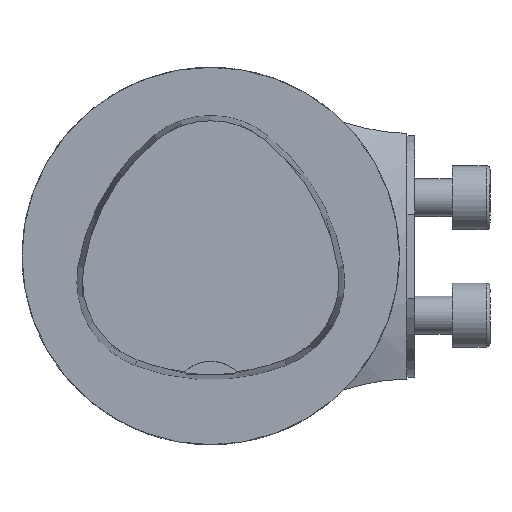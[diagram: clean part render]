
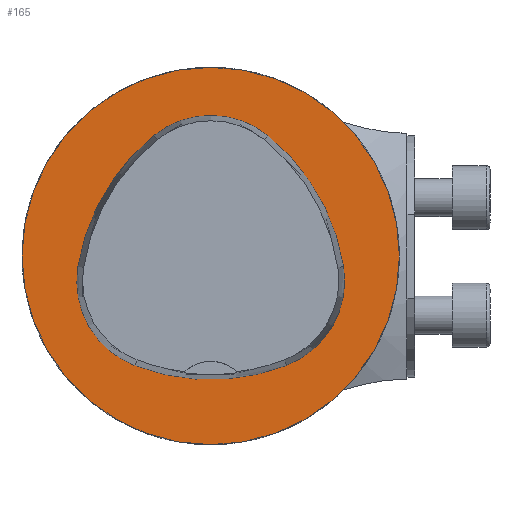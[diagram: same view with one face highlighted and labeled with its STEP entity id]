
A CAD part, top view. The second image highlights one B-rep face of the part: STEP entity #165.
In plain terms, the highlighted planar face has unit normal (0, 0, 1).
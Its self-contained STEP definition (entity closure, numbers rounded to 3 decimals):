
#40=PLANE('',#861);
#165=ADVANCED_FACE('',(#260,#261),#40,.T.);
#260=FACE_BOUND('',#310,.T.);
#261=FACE_BOUND('',#311,.T.);
#310=EDGE_LOOP('',(#425,#426,#427,#428,#429,#430));
#311=EDGE_LOOP('',(#431));
#425=ORIENTED_EDGE('',*,*,#688,.T.);
#426=ORIENTED_EDGE('',*,*,#668,.T.);
#427=ORIENTED_EDGE('',*,*,#672,.T.);
#428=ORIENTED_EDGE('',*,*,#675,.T.);
#429=ORIENTED_EDGE('',*,*,#678,.T.);
#430=ORIENTED_EDGE('',*,*,#686,.T.);
#431=ORIENTED_EDGE('',*,*,#655,.F.);
#580=VERTEX_POINT('',#1192);
#593=VERTEX_POINT('',#1255);
#594=VERTEX_POINT('',#1256);
#597=VERTEX_POINT('',#1264);
#599=VERTEX_POINT('',#1270);
#601=VERTEX_POINT('',#1276);
#608=VERTEX_POINT('',#1297);
#655=EDGE_CURVE('',#580,#580,#757,.T.);
#668=EDGE_CURVE('',#593,#594,#761,.T.);
#672=EDGE_CURVE('',#594,#597,#763,.T.);
#675=EDGE_CURVE('',#597,#599,#765,.T.);
#678=EDGE_CURVE('',#599,#601,#767,.T.);
#686=EDGE_CURVE('',#601,#608,#771,.T.);
#688=EDGE_CURVE('',#608,#593,#773,.T.);
#757=CIRCLE('',#833,25.);
#761=CIRCLE('',#839,28.);
#763=CIRCLE('',#842,12.);
#765=CIRCLE('',#845,28.);
#767=CIRCLE('',#848,12.);
#771=CIRCLE('',#853,28.);
#773=CIRCLE('',#856,12.);
#833=AXIS2_PLACEMENT_3D('',#1191,#946,#947);
#839=AXIS2_PLACEMENT_3D('',#1254,#958,#959);
#842=AXIS2_PLACEMENT_3D('',#1263,#966,#967);
#845=AXIS2_PLACEMENT_3D('',#1269,#973,#974);
#848=AXIS2_PLACEMENT_3D('',#1275,#980,#981);
#853=AXIS2_PLACEMENT_3D('',#1298,#992,#993);
#856=AXIS2_PLACEMENT_3D('',#1301,#998,#999);
#861=AXIS2_PLACEMENT_3D('',#1306,#1008,#1009);
#946=DIRECTION('',(0.,0.,-1.));
#947=DIRECTION('',(-1.,0.,0.));
#958=DIRECTION('',(0.,0.,-1.));
#959=DIRECTION('',(-1.,0.,0.));
#966=DIRECTION('',(0.,0.,-1.));
#967=DIRECTION('',(-1.,0.,0.));
#973=DIRECTION('',(0.,0.,-1.));
#974=DIRECTION('',(-1.,0.,0.));
#980=DIRECTION('',(0.,0.,-1.));
#981=DIRECTION('',(-1.,0.,0.));
#992=DIRECTION('',(0.,0.,-1.));
#993=DIRECTION('',(-1.,0.,0.));
#998=DIRECTION('',(0.,0.,-1.));
#999=DIRECTION('',(-1.,0.,0.));
#1008=DIRECTION('',(0.,0.,1.));
#1009=DIRECTION('',(1.,0.,0.));
#1191=CARTESIAN_POINT('',(0.,0.,0.));
#1192=CARTESIAN_POINT('',(-25.,0.,0.));
#1254=CARTESIAN_POINT('',(10.068,-5.824,0.));
#1255=CARTESIAN_POINT('',(-17.584,-1.424,0.));
#1256=CARTESIAN_POINT('',(-7.531,15.953,0.));
#1263=CARTESIAN_POINT('',(0.011,6.62,0.));
#1264=CARTESIAN_POINT('',(7.567,15.942,0.));
#1269=CARTESIAN_POINT('',(-10.063,-5.81,0.));
#1270=CARTESIAN_POINT('',(17.59,-1.418,0.));
#1275=CARTESIAN_POINT('',(5.739,-3.3,0.));
#1276=CARTESIAN_POINT('',(10.05,-14.499,0.));
#1297=CARTESIAN_POINT('',(-10.025,-14.516,0.));
#1298=CARTESIAN_POINT('',(-0.01,11.631,0.));
#1301=CARTESIAN_POINT('',(-5.733,-3.31,0.));
#1306=CARTESIAN_POINT('',(0.,0.,0.));
